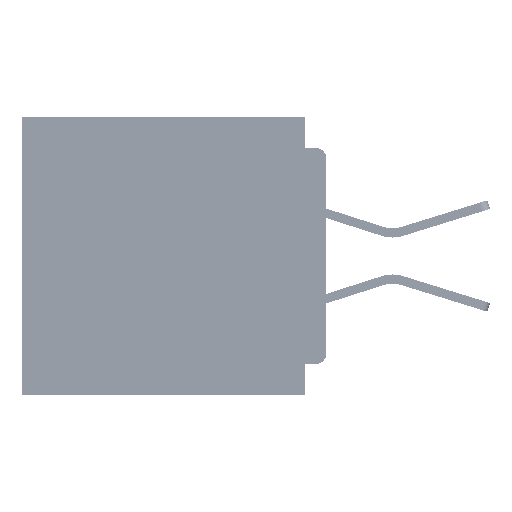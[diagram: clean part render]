
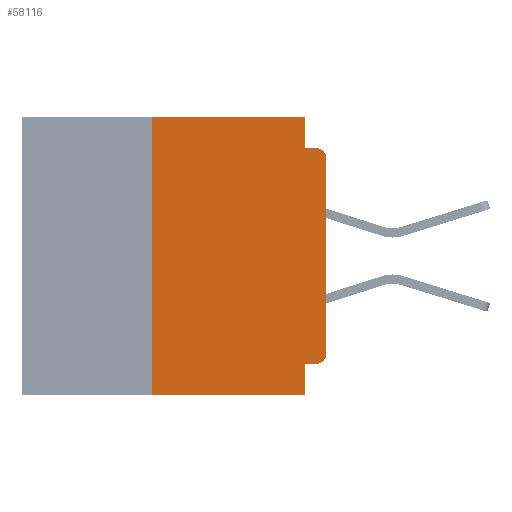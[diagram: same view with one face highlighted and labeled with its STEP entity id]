
A CAD part, left-side view. The second image highlights one B-rep face of the part: STEP entity #58116.
In plain terms, the highlighted planar face has unit normal (-1, 0, 0).
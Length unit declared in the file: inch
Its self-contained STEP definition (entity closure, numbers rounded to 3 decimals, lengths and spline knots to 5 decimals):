
#1879 = CARTESIAN_POINT ( 'NONE',  ( 0., 0.031, -0.4 ) ) ;
#2013 = AXIS2_PLACEMENT_3D ( 'NONE', #29143, #64929, #34322 ) ;
#2224 = CARTESIAN_POINT ( 'NONE',  ( 0., 0., -0.06 ) ) ;
#2466 = PLANE ( 'NONE',  #22187 ) ;
#3802 = EDGE_CURVE ( 'NONE', #44466, #47159, #64096, .T. ) ;
#6893 = CARTESIAN_POINT ( 'NONE',  ( 0., 0.031, -0.4 ) ) ;
#7793 = VECTOR ( 'NONE', #50362, 39.37008 ) ;
#8045 = ORIENTED_EDGE ( 'NONE', *, *, #14589, .T. ) ;
#9015 = CIRCLE ( 'NONE', #43425, 0.015 ) ;
#9072 = DIRECTION ( 'NONE',  ( 0., 0., -1. ) ) ;
#10378 = CARTESIAN_POINT ( 'NONE',  ( 0., 0.25, -0.4 ) ) ;
#11818 = DIRECTION ( 'NONE',  ( 0., 1., 0. ) ) ;
#12639 = FACE_OUTER_BOUND ( 'NONE', #22823, .T. ) ;
#13216 = LINE ( 'NONE', #10378, #66154 ) ;
#13526 = EDGE_CURVE ( 'NONE', #26171, #20192, #46501, .T. ) ;
#13910 = CARTESIAN_POINT ( 'NONE',  ( 0., 0.015, -0.355 ) ) ;
#13999 = CARTESIAN_POINT ( 'NONE',  ( 0., 0., 0. ) ) ;
#14057 = VECTOR ( 'NONE', #17696, 39.37008 ) ;
#14589 = EDGE_CURVE ( 'NONE', #34797, #52181, #36771, .T. ) ;
#15059 = CARTESIAN_POINT ( 'NONE',  ( 0., 0.437, 0. ) ) ;
#15801 = ORIENTED_EDGE ( 'NONE', *, *, #23457, .T. ) ;
#16529 = EDGE_CURVE ( 'NONE', #34797, #26171, #13216, .T. ) ;
#17696 = DIRECTION ( 'NONE',  ( 0., 0., -1. ) ) ;
#18190 = VERTEX_POINT ( 'NONE', #24593 ) ;
#18378 = LINE ( 'NONE', #39891, #62507 ) ;
#20192 = VERTEX_POINT ( 'NONE', #52978 ) ;
#21084 = VERTEX_POINT ( 'NONE', #29382 ) ;
#21102 = LINE ( 'NONE', #36914, #60451 ) ;
#22187 = AXIS2_PLACEMENT_3D ( 'NONE', #43803, #59217, #28555 ) ;
#22477 = ORIENTED_EDGE ( 'NONE', *, *, #16529, .F. ) ;
#22823 = EDGE_LOOP ( 'NONE', ( #15801, #31098, #49535, #35186, #28126, #22477, #8045, #38631, #46614, #65060 ) ) ;
#23211 = CARTESIAN_POINT ( 'NONE',  ( 0., 0.25, -0.4 ) ) ;
#23457 = EDGE_CURVE ( 'NONE', #21084, #47129, #43868, .T. ) ;
#24593 = CARTESIAN_POINT ( 'NONE',  ( 0., 0.015, -0.045 ) ) ;
#24725 = CARTESIAN_POINT ( 'NONE',  ( 0., 0.015, -0.34 ) ) ;
#26009 = CARTESIAN_POINT ( 'NONE',  ( 0., 0.031, -0.045 ) ) ;
#26171 = VERTEX_POINT ( 'NONE', #37061 ) ;
#28126 = ORIENTED_EDGE ( 'NONE', *, *, #13526, .F. ) ;
#28555 = DIRECTION ( 'NONE',  ( 0., 0., -1. ) ) ;
#29143 = CARTESIAN_POINT ( 'NONE',  ( 0., 0.015, -0.06 ) ) ;
#29313 = DIRECTION ( 'NONE',  ( 0., 0., 1. ) ) ;
#29369 = LINE ( 'NONE', #6893, #14057 ) ;
#29382 = CARTESIAN_POINT ( 'NONE',  ( 0., 0., -0.34 ) ) ;
#29920 = DIRECTION ( 'NONE',  ( 0., 0., -1. ) ) ;
#29995 = CARTESIAN_POINT ( 'NONE',  ( 0., 0.437, -0.4 ) ) ;
#31098 = ORIENTED_EDGE ( 'NONE', *, *, #39066, .T. ) ;
#31604 = EDGE_CURVE ( 'NONE', #60321, #18190, #21102, .T. ) ;
#32020 = EDGE_CURVE ( 'NONE', #44466, #21084, #9015, .T. ) ;
#32928 = VECTOR ( 'NONE', #50948, 39.37008 ) ;
#34322 = DIRECTION ( 'NONE',  ( 0., 0., -1. ) ) ;
#34797 = VERTEX_POINT ( 'NONE', #23211 ) ;
#35186 = ORIENTED_EDGE ( 'NONE', *, *, #65707, .F. ) ;
#36771 = LINE ( 'NONE', #29995, #7793 ) ;
#36914 = CARTESIAN_POINT ( 'NONE',  ( 0., 0., -0.045 ) ) ;
#37061 = CARTESIAN_POINT ( 'NONE',  ( 0., 0.25, 0. ) ) ;
#38631 = ORIENTED_EDGE ( 'NONE', *, *, #41493, .F. ) ;
#39066 = EDGE_CURVE ( 'NONE', #47129, #18190, #56127, .T. ) ;
#39891 = CARTESIAN_POINT ( 'NONE',  ( 0., 0.031, 0. ) ) ;
#41493 = EDGE_CURVE ( 'NONE', #47159, #52181, #29369, .T. ) ;
#43425 = AXIS2_PLACEMENT_3D ( 'NONE', #24725, #60566, #29920 ) ;
#43803 = CARTESIAN_POINT ( 'NONE',  ( 0., 0.437, 0. ) ) ;
#43868 = LINE ( 'NONE', #13999, #55848 ) ;
#44466 = VERTEX_POINT ( 'NONE', #13910 ) ;
#46501 = LINE ( 'NONE', #15059, #32928 ) ;
#46614 = ORIENTED_EDGE ( 'NONE', *, *, #3802, .F. ) ;
#47129 = VERTEX_POINT ( 'NONE', #2224 ) ;
#47159 = VERTEX_POINT ( 'NONE', #58966 ) ;
#47746 = CARTESIAN_POINT ( 'NONE',  ( 0., 0., -0.355 ) ) ;
#49535 = ORIENTED_EDGE ( 'NONE', *, *, #31604, .F. ) ;
#50362 = DIRECTION ( 'NONE',  ( 0., -1., 0. ) ) ;
#50948 = DIRECTION ( 'NONE',  ( 0., -1., 0. ) ) ;
#51449 = DIRECTION ( 'NONE',  ( 0., 0., 1. ) ) ;
#52181 = VERTEX_POINT ( 'NONE', #1879 ) ;
#52340 = DIRECTION ( 'NONE',  ( 0., -1., 0. ) ) ;
#52978 = CARTESIAN_POINT ( 'NONE',  ( 0., 0.031, 0. ) ) ;
#55848 = VECTOR ( 'NONE', #29313, 39.37008 ) ;
#56127 = CIRCLE ( 'NONE', #2013, 0.015 ) ;
#58116 = ADVANCED_FACE ( 'NONE', ( #12639 ), #2466, .F. ) ;
#58966 = CARTESIAN_POINT ( 'NONE',  ( 0., 0.031, -0.355 ) ) ;
#59217 = DIRECTION ( 'NONE',  ( 1., 0., 0. ) ) ;
#60321 = VERTEX_POINT ( 'NONE', #26009 ) ;
#60451 = VECTOR ( 'NONE', #52340, 39.37008 ) ;
#60566 = DIRECTION ( 'NONE',  ( -1., 0., 0. ) ) ;
#60888 = VECTOR ( 'NONE', #11818, 39.37008 ) ;
#62507 = VECTOR ( 'NONE', #9072, 39.37008 ) ;
#64096 = LINE ( 'NONE', #47746, #60888 ) ;
#64929 = DIRECTION ( 'NONE',  ( -1., 0., 0. ) ) ;
#65060 = ORIENTED_EDGE ( 'NONE', *, *, #32020, .T. ) ;
#65707 = EDGE_CURVE ( 'NONE', #20192, #60321, #18378, .T. ) ;
#66154 = VECTOR ( 'NONE', #51449, 39.37008 ) ;
